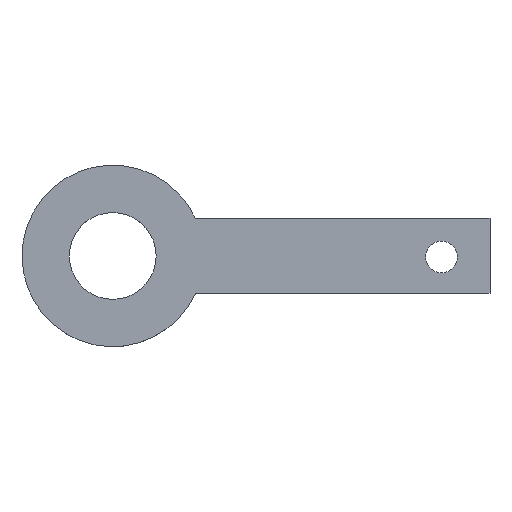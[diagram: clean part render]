
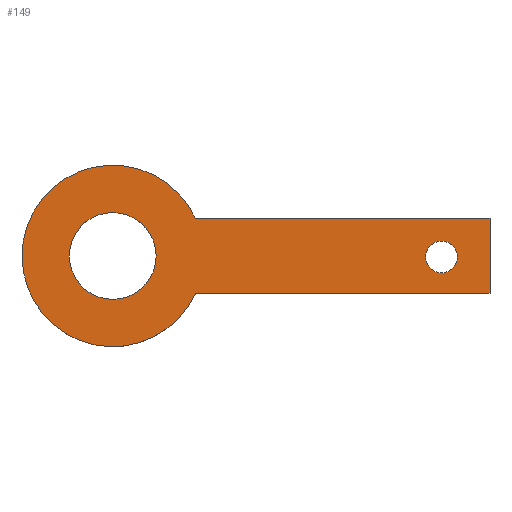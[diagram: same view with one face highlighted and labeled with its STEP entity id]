
A CAD part, top view. The second image highlights one B-rep face of the part: STEP entity #149.
In plain terms, the highlighted planar face has unit normal (0, 0, 1).
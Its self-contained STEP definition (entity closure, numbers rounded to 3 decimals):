
#15=FACE_BOUND('',#39,.T.);
#16=FACE_BOUND('',#40,.T.);
#22=PLANE('',#177);
#30=FACE_OUTER_BOUND('',#38,.T.);
#38=EDGE_LOOP('',(#128,#129,#130,#131));
#39=EDGE_LOOP('',(#132));
#40=EDGE_LOOP('',(#133));
#48=LINE('',#241,#60);
#51=LINE('',#247,#63);
#54=LINE('',#253,#66);
#60=VECTOR('',#199,10.);
#63=VECTOR('',#204,10.);
#66=VECTOR('',#209,10.);
#68=CIRCLE('',#166,2.);
#70=CIRCLE('',#169,5.5);
#73=CIRCLE('',#176,11.5);
#74=VERTEX_POINT('',#223);
#76=VERTEX_POINT('',#229);
#80=VERTEX_POINT('',#238);
#81=VERTEX_POINT('',#240);
#83=VERTEX_POINT('',#246);
#85=VERTEX_POINT('',#252);
#86=EDGE_CURVE('',#74,#74,#68,.T.);
#89=EDGE_CURVE('',#76,#76,#70,.T.);
#94=EDGE_CURVE('',#81,#80,#48,.T.);
#97=EDGE_CURVE('',#83,#81,#51,.T.);
#100=EDGE_CURVE('',#85,#83,#54,.T.);
#103=EDGE_CURVE('',#80,#85,#73,.T.);
#128=ORIENTED_EDGE('',*,*,#103,.T.);
#129=ORIENTED_EDGE('',*,*,#100,.T.);
#130=ORIENTED_EDGE('',*,*,#97,.T.);
#131=ORIENTED_EDGE('',*,*,#94,.T.);
#132=ORIENTED_EDGE('',*,*,#89,.T.);
#133=ORIENTED_EDGE('',*,*,#86,.T.);
#149=ADVANCED_FACE('',(#30,#15,#16),#22,.T.);
#166=AXIS2_PLACEMENT_3D('',#224,#183,#184);
#169=AXIS2_PLACEMENT_3D('',#230,#190,#191);
#176=AXIS2_PLACEMENT_3D('',#257,#215,#216);
#177=AXIS2_PLACEMENT_3D('',#258,#217,#218);
#183=DIRECTION('center_axis',(0.,0.,-1.));
#184=DIRECTION('ref_axis',(1.,0.,0.));
#190=DIRECTION('center_axis',(0.,0.,-1.));
#191=DIRECTION('ref_axis',(1.,0.,0.));
#199=DIRECTION('',(-1.,0.,0.));
#204=DIRECTION('',(0.,1.,0.));
#209=DIRECTION('',(1.,0.,0.));
#215=DIRECTION('center_axis',(0.,0.,1.));
#216=DIRECTION('ref_axis',(1.,0.,0.));
#217=DIRECTION('center_axis',(0.,0.,1.));
#218=DIRECTION('ref_axis',(1.,0.,0.));
#223=CARTESIAN_POINT('',(39.648,-0.127,2.));
#224=CARTESIAN_POINT('Origin',(41.648,-0.127,2.));
#229=CARTESIAN_POINT('',(-5.5,0.,2.));
#230=CARTESIAN_POINT('Origin',(0.,0.,2.));
#238=CARTESIAN_POINT('',(10.452,4.797,2.));
#240=CARTESIAN_POINT('',(47.798,4.797,2.));
#241=CARTESIAN_POINT('',(9.729,4.797,2.));
#246=CARTESIAN_POINT('',(47.798,-4.701,2.));
#247=CARTESIAN_POINT('',(47.798,4.797,2.));
#252=CARTESIAN_POINT('',(10.495,-4.701,2.));
#253=CARTESIAN_POINT('',(47.798,-4.701,2.));
#257=CARTESIAN_POINT('Origin',(0.,0.,2.));
#258=CARTESIAN_POINT('Origin',(18.149,0.,2.));
